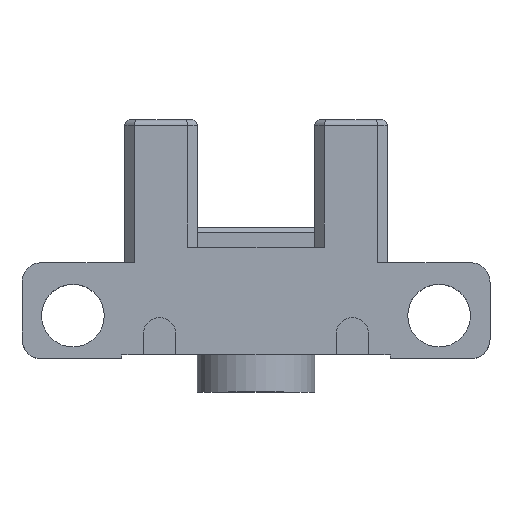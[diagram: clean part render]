
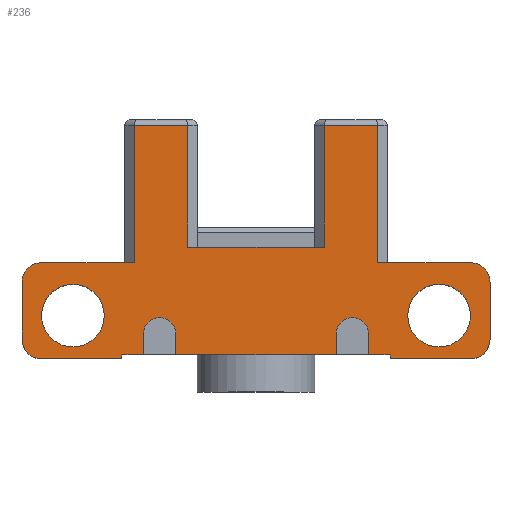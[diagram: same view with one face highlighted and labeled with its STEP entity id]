
A CAD part, top view. The second image highlights one B-rep face of the part: STEP entity #236.
In plain terms, the highlighted planar face has unit normal (0, 0, 1).
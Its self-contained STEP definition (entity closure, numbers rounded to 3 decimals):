
#236=ADVANCED_FACE('',(#412,#413,#414),#339,.T.);
#339=PLANE('',#1998);
#412=FACE_BOUND('',#431,.T.);
#413=FACE_BOUND('',#432,.T.);
#414=FACE_BOUND('',#433,.T.);
#431=EDGE_LOOP('',(#573,#574,#575,#576,#577,#578,#579,#580,#581,#582,#583,
#584,#585,#586,#587,#588,#589,#590,#591,#592,#593,#594,#595,#596,#597,#598,
#599,#600));
#432=EDGE_LOOP('',(#601,#602));
#433=EDGE_LOOP('',(#603,#604));
#545=CIRCLE('',#1988,1.);
#546=CIRCLE('',#1989,1.);
#547=CIRCLE('',#1990,0.825);
#548=CIRCLE('',#1991,0.825);
#549=CIRCLE('',#1992,1.);
#550=CIRCLE('',#1993,1.);
#551=CIRCLE('',#1994,1.6);
#552=CIRCLE('',#1995,1.6);
#553=CIRCLE('',#1996,1.6);
#554=CIRCLE('',#1997,1.6);
#573=ORIENTED_EDGE('',*,*,#1277,.T.);
#574=ORIENTED_EDGE('',*,*,#1278,.T.);
#575=ORIENTED_EDGE('',*,*,#1279,.T.);
#576=ORIENTED_EDGE('',*,*,#1280,.T.);
#577=ORIENTED_EDGE('',*,*,#1281,.T.);
#578=ORIENTED_EDGE('',*,*,#1282,.T.);
#579=ORIENTED_EDGE('',*,*,#1283,.T.);
#580=ORIENTED_EDGE('',*,*,#1284,.F.);
#581=ORIENTED_EDGE('',*,*,#1285,.F.);
#582=ORIENTED_EDGE('',*,*,#1286,.F.);
#583=ORIENTED_EDGE('',*,*,#1287,.F.);
#584=ORIENTED_EDGE('',*,*,#1288,.F.);
#585=ORIENTED_EDGE('',*,*,#1289,.F.);
#586=ORIENTED_EDGE('',*,*,#1290,.F.);
#587=ORIENTED_EDGE('',*,*,#1291,.F.);
#588=ORIENTED_EDGE('',*,*,#1292,.F.);
#589=ORIENTED_EDGE('',*,*,#1293,.F.);
#590=ORIENTED_EDGE('',*,*,#1294,.T.);
#591=ORIENTED_EDGE('',*,*,#1295,.T.);
#592=ORIENTED_EDGE('',*,*,#1296,.T.);
#593=ORIENTED_EDGE('',*,*,#1297,.T.);
#594=ORIENTED_EDGE('',*,*,#1298,.T.);
#595=ORIENTED_EDGE('',*,*,#1299,.F.);
#596=ORIENTED_EDGE('',*,*,#1300,.T.);
#597=ORIENTED_EDGE('',*,*,#1301,.T.);
#598=ORIENTED_EDGE('',*,*,#1302,.T.);
#599=ORIENTED_EDGE('',*,*,#1303,.F.);
#600=ORIENTED_EDGE('',*,*,#1304,.T.);
#601=ORIENTED_EDGE('',*,*,#1305,.T.);
#602=ORIENTED_EDGE('',*,*,#1306,.T.);
#603=ORIENTED_EDGE('',*,*,#1307,.T.);
#604=ORIENTED_EDGE('',*,*,#1308,.T.);
#1105=VERTEX_POINT('',#2655);
#1106=VERTEX_POINT('',#2656);
#1107=VERTEX_POINT('',#2658);
#1108=VERTEX_POINT('',#2660);
#1109=VERTEX_POINT('',#2662);
#1110=VERTEX_POINT('',#2664);
#1111=VERTEX_POINT('',#2666);
#1112=VERTEX_POINT('',#2668);
#1113=VERTEX_POINT('',#2670);
#1114=VERTEX_POINT('',#2672);
#1115=VERTEX_POINT('',#2674);
#1116=VERTEX_POINT('',#2676);
#1117=VERTEX_POINT('',#2678);
#1118=VERTEX_POINT('',#2680);
#1119=VERTEX_POINT('',#2682);
#1120=VERTEX_POINT('',#2684);
#1121=VERTEX_POINT('',#2686);
#1122=VERTEX_POINT('',#2688);
#1123=VERTEX_POINT('',#2690);
#1124=VERTEX_POINT('',#2692);
#1125=VERTEX_POINT('',#2694);
#1126=VERTEX_POINT('',#2696);
#1127=VERTEX_POINT('',#2698);
#1128=VERTEX_POINT('',#2700);
#1129=VERTEX_POINT('',#2702);
#1130=VERTEX_POINT('',#2704);
#1131=VERTEX_POINT('',#2706);
#1132=VERTEX_POINT('',#2708);
#1133=VERTEX_POINT('',#2711);
#1134=VERTEX_POINT('',#2712);
#1135=VERTEX_POINT('',#2715);
#1136=VERTEX_POINT('',#2716);
#1277=EDGE_CURVE('',#1105,#1106,#1543,.T.);
#1278=EDGE_CURVE('',#1106,#1107,#1544,.T.);
#1279=EDGE_CURVE('',#1107,#1108,#545,.T.);
#1280=EDGE_CURVE('',#1108,#1109,#1545,.T.);
#1281=EDGE_CURVE('',#1109,#1110,#546,.T.);
#1282=EDGE_CURVE('',#1110,#1111,#1546,.T.);
#1283=EDGE_CURVE('',#1111,#1112,#1547,.T.);
#1284=EDGE_CURVE('',#1113,#1112,#1548,.T.);
#1285=EDGE_CURVE('',#1114,#1113,#1549,.T.);
#1286=EDGE_CURVE('',#1115,#1114,#547,.T.);
#1287=EDGE_CURVE('',#1116,#1115,#1550,.T.);
#1288=EDGE_CURVE('',#1117,#1116,#1551,.T.);
#1289=EDGE_CURVE('',#1118,#1117,#1552,.T.);
#1290=EDGE_CURVE('',#1119,#1118,#548,.T.);
#1291=EDGE_CURVE('',#1120,#1119,#1553,.T.);
#1292=EDGE_CURVE('',#1121,#1120,#1554,.T.);
#1293=EDGE_CURVE('',#1122,#1121,#1555,.T.);
#1294=EDGE_CURVE('',#1122,#1123,#1556,.T.);
#1295=EDGE_CURVE('',#1123,#1124,#549,.T.);
#1296=EDGE_CURVE('',#1124,#1125,#1557,.T.);
#1297=EDGE_CURVE('',#1125,#1126,#550,.T.);
#1298=EDGE_CURVE('',#1126,#1127,#1558,.T.);
#1299=EDGE_CURVE('',#1128,#1127,#1559,.T.);
#1300=EDGE_CURVE('',#1128,#1129,#1560,.T.);
#1301=EDGE_CURVE('',#1129,#1130,#1561,.T.);
#1302=EDGE_CURVE('',#1130,#1131,#1562,.T.);
#1303=EDGE_CURVE('',#1132,#1131,#1563,.T.);
#1304=EDGE_CURVE('',#1132,#1105,#1564,.T.);
#1305=EDGE_CURVE('',#1133,#1134,#551,.T.);
#1306=EDGE_CURVE('',#1134,#1133,#552,.T.);
#1307=EDGE_CURVE('',#1135,#1136,#553,.T.);
#1308=EDGE_CURVE('',#1136,#1135,#554,.T.);
#1543=LINE('',#2654,#1765);
#1544=LINE('',#2657,#1766);
#1545=LINE('',#2661,#1767);
#1546=LINE('',#2665,#1768);
#1547=LINE('',#2667,#1769);
#1548=LINE('',#2669,#1770);
#1549=LINE('',#2671,#1771);
#1550=LINE('',#2675,#1772);
#1551=LINE('',#2677,#1773);
#1552=LINE('',#2679,#1774);
#1553=LINE('',#2683,#1775);
#1554=LINE('',#2685,#1776);
#1555=LINE('',#2687,#1777);
#1556=LINE('',#2689,#1778);
#1557=LINE('',#2693,#1779);
#1558=LINE('',#2697,#1780);
#1559=LINE('',#2699,#1781);
#1560=LINE('',#2701,#1782);
#1561=LINE('',#2703,#1783);
#1562=LINE('',#2705,#1784);
#1563=LINE('',#2707,#1785);
#1564=LINE('',#2709,#1786);
#1765=VECTOR('',#2137,1.);
#1766=VECTOR('',#2138,1.);
#1767=VECTOR('',#2141,1.);
#1768=VECTOR('',#2144,1.);
#1769=VECTOR('',#2145,1.);
#1770=VECTOR('',#2146,1.);
#1771=VECTOR('',#2147,1.);
#1772=VECTOR('',#2150,1.);
#1773=VECTOR('',#2151,1.);
#1774=VECTOR('',#2152,1.);
#1775=VECTOR('',#2155,1.);
#1776=VECTOR('',#2156,1.);
#1777=VECTOR('',#2157,1.);
#1778=VECTOR('',#2158,1.);
#1779=VECTOR('',#2161,1.);
#1780=VECTOR('',#2164,1.);
#1781=VECTOR('',#2165,1.);
#1782=VECTOR('',#2166,1.);
#1783=VECTOR('',#2167,1.);
#1784=VECTOR('',#2168,1.);
#1785=VECTOR('',#2169,1.);
#1786=VECTOR('',#2170,1.);
#1988=AXIS2_PLACEMENT_3D('',#2659,#2139,#2140);
#1989=AXIS2_PLACEMENT_3D('',#2663,#2142,#2143);
#1990=AXIS2_PLACEMENT_3D('',#2673,#2148,#2149);
#1991=AXIS2_PLACEMENT_3D('',#2681,#2153,#2154);
#1992=AXIS2_PLACEMENT_3D('',#2691,#2159,#2160);
#1993=AXIS2_PLACEMENT_3D('',#2695,#2162,#2163);
#1994=AXIS2_PLACEMENT_3D('',#2710,#2171,#2172);
#1995=AXIS2_PLACEMENT_3D('',#2713,#2173,#2174);
#1996=AXIS2_PLACEMENT_3D('',#2714,#2175,#2176);
#1997=AXIS2_PLACEMENT_3D('',#2717,#2177,#2178);
#1998=AXIS2_PLACEMENT_3D('',#2718,#2179,#2180);
#2137=DIRECTION('',(0.,-1.,0.));
#2138=DIRECTION('',(-1.,0.,0.));
#2139=DIRECTION('',(0.,0.,1.));
#2140=DIRECTION('',(0.,1.,0.));
#2141=DIRECTION('',(0.,-1.,0.));
#2142=DIRECTION('',(0.,0.,1.));
#2143=DIRECTION('',(-1.,0.,0.));
#2144=DIRECTION('',(1.,0.,0.));
#2145=DIRECTION('',(0.,1.,0.));
#2146=DIRECTION('',(-1.,0.,0.));
#2147=DIRECTION('',(0.,-1.,0.));
#2148=DIRECTION('',(0.,0.,1.));
#2149=DIRECTION('',(1.,0.,0.));
#2150=DIRECTION('',(0.,1.,0.));
#2151=DIRECTION('',(-1.,0.,0.));
#2152=DIRECTION('',(0.,-1.,0.));
#2153=DIRECTION('',(0.,0.,1.));
#2154=DIRECTION('',(1.,0.,0.));
#2155=DIRECTION('',(0.,1.,0.));
#2156=DIRECTION('',(-1.,0.,0.));
#2157=DIRECTION('',(0.,1.,0.));
#2158=DIRECTION('',(1.,0.,0.));
#2159=DIRECTION('',(0.,0.,1.));
#2160=DIRECTION('',(0.,-1.,0.));
#2161=DIRECTION('',(0.,1.,0.));
#2162=DIRECTION('',(0.,0.,1.));
#2163=DIRECTION('',(1.,0.,0.));
#2164=DIRECTION('',(-1.,0.,0.));
#2165=DIRECTION('',(0.,-1.,0.));
#2166=DIRECTION('',(-1.,0.,0.));
#2167=DIRECTION('',(0.,-1.,0.));
#2168=DIRECTION('',(-1.,0.,0.));
#2169=DIRECTION('',(0.,-1.,0.));
#2170=DIRECTION('',(-1.,0.,0.));
#2171=DIRECTION('',(0.,0.,-1.));
#2172=DIRECTION('',(-1.,0.,0.));
#2173=DIRECTION('',(0.,0.,-1.));
#2174=DIRECTION('',(1.,0.,0.));
#2175=DIRECTION('',(0.,0.,-1.));
#2176=DIRECTION('',(-1.,0.,0.));
#2177=DIRECTION('',(0.,0.,-1.));
#2178=DIRECTION('',(1.,0.,0.));
#2179=DIRECTION('',(0.,0.,1.));
#2180=DIRECTION('',(0.,-1.,0.));
#2654=CARTESIAN_POINT('',(-6.207,5.8,3.2));
#2655=CARTESIAN_POINT('',(-6.207,5.8,3.2));
#2656=CARTESIAN_POINT('',(-6.207,-1.2,3.2));
#2657=CARTESIAN_POINT('',(-6.207,-1.2,3.2));
#2658=CARTESIAN_POINT('',(-10.95,-1.2,3.2));
#2659=CARTESIAN_POINT('',(-10.95,-2.2,3.2));
#2660=CARTESIAN_POINT('',(-11.95,-2.2,3.2));
#2661=CARTESIAN_POINT('',(-11.95,-2.2,3.2));
#2662=CARTESIAN_POINT('',(-11.95,-5.1,3.2));
#2663=CARTESIAN_POINT('',(-10.95,-5.1,3.2));
#2664=CARTESIAN_POINT('',(-10.95,-6.1,3.2));
#2665=CARTESIAN_POINT('',(-10.95,-6.1,3.2));
#2666=CARTESIAN_POINT('',(-6.85,-6.1,3.2));
#2667=CARTESIAN_POINT('',(-6.85,-6.1,3.2));
#2668=CARTESIAN_POINT('',(-6.85,-5.9,3.2));
#2669=CARTESIAN_POINT('',(-5.75,-5.9,3.2));
#2670=CARTESIAN_POINT('',(-5.75,-5.9,3.2));
#2671=CARTESIAN_POINT('',(-5.75,-4.825,3.2));
#2672=CARTESIAN_POINT('',(-5.75,-4.825,3.2));
#2673=CARTESIAN_POINT('',(-4.925,-4.825,3.2));
#2674=CARTESIAN_POINT('',(-4.1,-4.825,3.2));
#2675=CARTESIAN_POINT('',(-4.1,-5.9,3.2));
#2676=CARTESIAN_POINT('',(-4.1,-5.9,3.2));
#2677=CARTESIAN_POINT('',(4.1,-5.9,3.2));
#2678=CARTESIAN_POINT('',(4.1,-5.9,3.2));
#2679=CARTESIAN_POINT('',(4.1,-4.825,3.2));
#2680=CARTESIAN_POINT('',(4.1,-4.825,3.2));
#2681=CARTESIAN_POINT('',(4.925,-4.825,3.2));
#2682=CARTESIAN_POINT('',(5.75,-4.825,3.2));
#2683=CARTESIAN_POINT('',(5.75,-5.9,3.2));
#2684=CARTESIAN_POINT('',(5.75,-5.9,3.2));
#2685=CARTESIAN_POINT('',(6.85,-5.9,3.2));
#2686=CARTESIAN_POINT('',(6.85,-5.9,3.2));
#2687=CARTESIAN_POINT('',(6.85,-6.1,3.2));
#2688=CARTESIAN_POINT('',(6.85,-6.1,3.2));
#2689=CARTESIAN_POINT('',(6.85,-6.1,3.2));
#2690=CARTESIAN_POINT('',(10.95,-6.1,3.2));
#2691=CARTESIAN_POINT('',(10.95,-5.1,3.2));
#2692=CARTESIAN_POINT('',(11.95,-5.1,3.2));
#2693=CARTESIAN_POINT('',(11.95,-5.1,3.2));
#2694=CARTESIAN_POINT('',(11.95,-2.2,3.2));
#2695=CARTESIAN_POINT('',(10.95,-2.2,3.2));
#2696=CARTESIAN_POINT('',(10.95,-1.2,3.2));
#2697=CARTESIAN_POINT('',(10.95,-1.2,3.2));
#2698=CARTESIAN_POINT('',(6.207,-1.2,3.2));
#2699=CARTESIAN_POINT('',(6.207,5.8,3.2));
#2700=CARTESIAN_POINT('',(6.207,5.8,3.2));
#2701=CARTESIAN_POINT('',(6.207,5.8,3.2));
#2702=CARTESIAN_POINT('',(3.493,5.8,3.2));
#2703=CARTESIAN_POINT('',(3.493,5.8,3.2));
#2704=CARTESIAN_POINT('',(3.493,-0.4,3.2));
#2705=CARTESIAN_POINT('',(3.493,-0.4,3.2));
#2706=CARTESIAN_POINT('',(-3.493,-0.4,3.2));
#2707=CARTESIAN_POINT('',(-3.493,5.8,3.2));
#2708=CARTESIAN_POINT('',(-3.493,5.8,3.2));
#2709=CARTESIAN_POINT('',(-3.493,5.8,3.2));
#2710=CARTESIAN_POINT('',(9.35,-3.9,3.2));
#2711=CARTESIAN_POINT('',(7.75,-3.9,3.2));
#2712=CARTESIAN_POINT('',(10.95,-3.9,3.2));
#2713=CARTESIAN_POINT('',(9.35,-3.9,3.2));
#2714=CARTESIAN_POINT('',(-9.35,-3.9,3.2));
#2715=CARTESIAN_POINT('',(-10.95,-3.9,3.2));
#2716=CARTESIAN_POINT('',(-7.75,-3.9,3.2));
#2717=CARTESIAN_POINT('',(-9.35,-3.9,3.2));
#2718=CARTESIAN_POINT('',(-11.95,-7.858,3.2));
